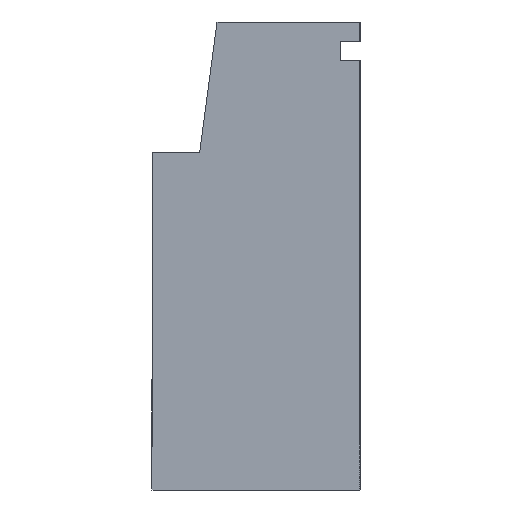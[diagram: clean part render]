
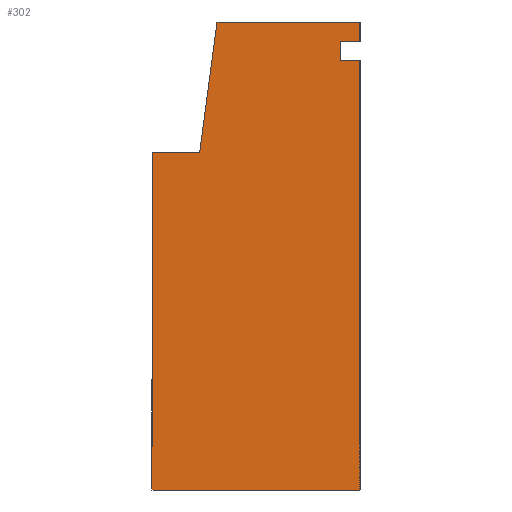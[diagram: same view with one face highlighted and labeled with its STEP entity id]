
A CAD part, left-side view. The second image highlights one B-rep face of the part: STEP entity #302.
In plain terms, the highlighted planar face has unit normal (-1, 0, 0).
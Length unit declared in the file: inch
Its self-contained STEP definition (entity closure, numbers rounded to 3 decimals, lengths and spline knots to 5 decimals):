
#16=FACE_OUTER_BOUND('',#32,.T.);
#32=EDGE_LOOP('',(#211,#212,#213,#214,#215,#216,#217,#218,#219,#220));
#57=LINE('',#448,#99);
#58=LINE('',#450,#100);
#59=LINE('',#452,#101);
#60=LINE('',#454,#102);
#61=LINE('',#456,#103);
#62=LINE('',#458,#104);
#63=LINE('',#460,#105);
#64=LINE('',#462,#106);
#65=LINE('',#464,#107);
#66=LINE('',#465,#108);
#99=VECTOR('',#363,0.3937);
#100=VECTOR('',#364,0.3937);
#101=VECTOR('',#365,0.3937);
#102=VECTOR('',#366,0.3937);
#103=VECTOR('',#367,0.3937);
#104=VECTOR('',#368,0.3937);
#105=VECTOR('',#369,0.3937);
#106=VECTOR('',#370,0.3937);
#107=VECTOR('',#371,0.3937);
#108=VECTOR('',#372,0.3937);
#141=VERTEX_POINT('',#446);
#142=VERTEX_POINT('',#447);
#143=VERTEX_POINT('',#449);
#144=VERTEX_POINT('',#451);
#145=VERTEX_POINT('',#453);
#146=VERTEX_POINT('',#455);
#147=VERTEX_POINT('',#457);
#148=VERTEX_POINT('',#459);
#149=VERTEX_POINT('',#461);
#150=VERTEX_POINT('',#463);
#169=EDGE_CURVE('',#141,#142,#57,.T.);
#170=EDGE_CURVE('',#143,#141,#58,.T.);
#171=EDGE_CURVE('',#144,#143,#59,.T.);
#172=EDGE_CURVE('',#145,#144,#60,.T.);
#173=EDGE_CURVE('',#146,#145,#61,.T.);
#174=EDGE_CURVE('',#147,#146,#62,.T.);
#175=EDGE_CURVE('',#148,#147,#63,.T.);
#176=EDGE_CURVE('',#149,#148,#64,.T.);
#177=EDGE_CURVE('',#150,#149,#65,.T.);
#178=EDGE_CURVE('',#142,#150,#66,.T.);
#211=ORIENTED_EDGE('',*,*,#169,.F.);
#212=ORIENTED_EDGE('',*,*,#170,.F.);
#213=ORIENTED_EDGE('',*,*,#171,.F.);
#214=ORIENTED_EDGE('',*,*,#172,.F.);
#215=ORIENTED_EDGE('',*,*,#173,.F.);
#216=ORIENTED_EDGE('',*,*,#174,.F.);
#217=ORIENTED_EDGE('',*,*,#175,.F.);
#218=ORIENTED_EDGE('',*,*,#176,.F.);
#219=ORIENTED_EDGE('',*,*,#177,.F.);
#220=ORIENTED_EDGE('',*,*,#178,.F.);
#286=PLANE('',#332);
#302=ADVANCED_FACE('',(#16),#286,.F.);
#332=AXIS2_PLACEMENT_3D('',#445,#361,#362);
#361=DIRECTION('center_axis',(1.,0.,0.));
#362=DIRECTION('ref_axis',(0.,0.,-1.));
#363=DIRECTION('',(0.,-1.,0.));
#364=DIRECTION('',(0.,-0.132,0.991));
#365=DIRECTION('',(0.,-1.,0.));
#366=DIRECTION('',(0.,0.,1.));
#367=DIRECTION('',(0.,1.,0.));
#368=DIRECTION('',(0.,0.,-1.));
#369=DIRECTION('',(0.,-1.,0.));
#370=DIRECTION('',(0.,0.,-1.));
#371=DIRECTION('',(0.,1.,0.));
#372=DIRECTION('',(0.,0.,-1.));
#445=CARTESIAN_POINT('Origin',(55.33847,-4.25,5.5));
#446=CARTESIAN_POINT('',(55.33847,-1.5,0.));
#447=CARTESIAN_POINT('',(55.33847,-4.25,0.));
#448=CARTESIAN_POINT('',(55.33847,-4.25,0.));
#449=CARTESIAN_POINT('',(55.33847,-1.16667,-2.5));
#450=CARTESIAN_POINT('',(55.33847,-1.88428,2.8821));
#451=CARTESIAN_POINT('',(55.33847,-0.25,-2.5));
#452=CARTESIAN_POINT('',(55.33847,-2.125,-2.5));
#453=CARTESIAN_POINT('',(55.33847,-0.25,-9.));
#454=CARTESIAN_POINT('',(55.33847,-0.25,-15.09159));
#455=CARTESIAN_POINT('',(55.33847,-4.25,-9.));
#456=CARTESIAN_POINT('',(55.33847,-2.25,-9.));
#457=CARTESIAN_POINT('',(55.33847,-4.25,-0.75));
#458=CARTESIAN_POINT('',(55.33847,-4.25,-11.93166));
#459=CARTESIAN_POINT('',(55.33847,-3.875,-0.75));
#460=CARTESIAN_POINT('',(55.33847,-4.25,-0.75));
#461=CARTESIAN_POINT('',(55.33847,-3.875,-0.375));
#462=CARTESIAN_POINT('',(55.33847,-3.875,-11.78803));
#463=CARTESIAN_POINT('',(55.33847,-4.25,-0.375));
#464=CARTESIAN_POINT('',(55.33847,-4.0625,-0.375));
#465=CARTESIAN_POINT('',(55.33847,-4.25,-11.64439));
